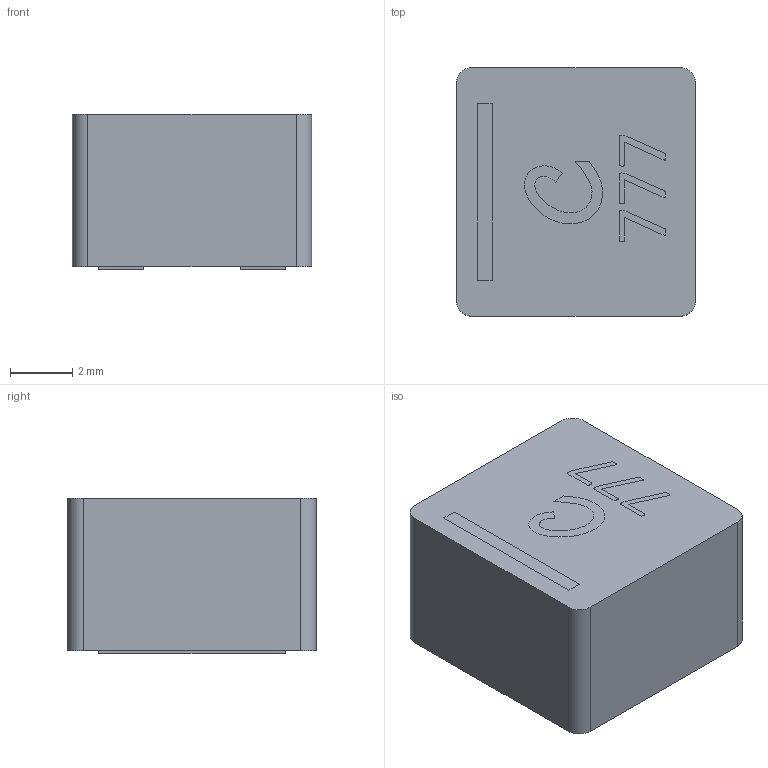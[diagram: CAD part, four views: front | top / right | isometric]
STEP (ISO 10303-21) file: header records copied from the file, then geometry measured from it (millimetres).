
FILE_DESCRIPTION(('FreeCAD Model'),'2;1');
FILE_NAME('Open CASCADE Shape Model','2024-11-16T16:11:21',(''),(''), 'Open CASCADE STEP processor 7.6','FreeCAD','Unknown');
FILE_SCHEMA(('AUTOMOTIVE_DESIGN { 1 0 10303 214 1 1 1 1 }'));
Length unit declared in the file: millimetre
Products named in the file (1): Coilcraft-XAL7050
Bounding box: 7.7 x 8 x 5 mm (x, y, z)
Volume: 302.5 mm3; surface area: 275.4 mm2
Topology: 1 solids, 1 shells, 25 faces, 93 edges, 77 vertices
Faces by surface type: plane 21, cylinder 4
Entity records: 1485 total; most frequent: CARTESIAN_POINT 571, ORIENTED_EDGE 186, EDGE_CURVE 93, DIRECTION 92, VERTEX_POINT 77, B_SPLINE_CURVE_WITH_KNOTS 53, LINE 40, VECTOR 40
